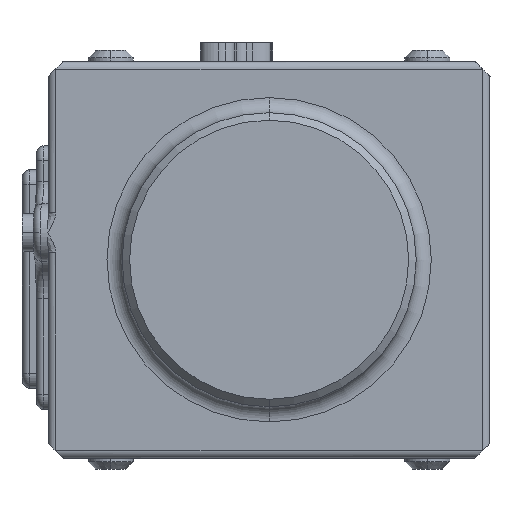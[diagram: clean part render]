
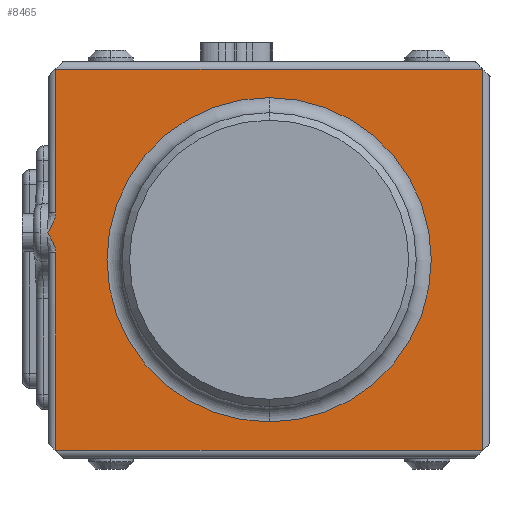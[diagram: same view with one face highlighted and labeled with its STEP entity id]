
A CAD part, left-side view. The second image highlights one B-rep face of the part: STEP entity #8465.
In plain terms, the highlighted planar face has unit normal (-1, 0, 0).
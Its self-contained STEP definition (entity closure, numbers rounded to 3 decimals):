
#47 = DIRECTION ( 'NONE',  ( 0., 0., 1. ) ) ;
#194 = VERTEX_POINT ( 'NONE', #1770 ) ;
#257 = ORIENTED_EDGE ( 'NONE', *, *, #4255, .T. ) ;
#383 = CARTESIAN_POINT ( 'NONE',  ( -165.263, 56.768, 3.08 ) ) ;
#423 = EDGE_CURVE ( 'NONE', #4367, #194, #2203, .T. ) ;
#640 = CARTESIAN_POINT ( 'NONE',  ( -165.263, 56.622, 52.615 ) ) ;
#877 = EDGE_CURVE ( 'NONE', #194, #7250, #10586, .T. ) ;
#1063 = EDGE_LOOP ( 'NONE', ( #2629, #6001, #2843, #1472, #10635, #1955, #9301 ) ) ;
#1263 = CARTESIAN_POINT ( 'NONE',  ( -165.263, 57.135, 4.217 ) ) ;
#1284 = CARTESIAN_POINT ( 'NONE',  ( -165.263, -56.622, -50.615 ) ) ;
#1348 = VERTEX_POINT ( 'NONE', #11206 ) ;
#1350 = CARTESIAN_POINT ( 'NONE',  ( -165.263, 58.484, 7.576 ) ) ;
#1472 = ORIENTED_EDGE ( 'NONE', *, *, #4833, .T. ) ;
#1600 = CARTESIAN_POINT ( 'NONE',  ( -165.263, 56.622, 50.615 ) ) ;
#1694 = CARTESIAN_POINT ( 'NONE',  ( -165.263, -56.622, 50.615 ) ) ;
#1770 = CARTESIAN_POINT ( 'NONE',  ( -165.263, 56.622, 12.441 ) ) ;
#1929 = VERTEX_POINT ( 'NONE', #4620 ) ;
#1955 = ORIENTED_EDGE ( 'NONE', *, *, #10823, .T. ) ;
#1957 = FACE_BOUND ( 'NONE', #4805, .T. ) ;
#2074 = CARTESIAN_POINT ( 'NONE',  ( -165.263, 58.73, 52.615 ) ) ;
#2096 = DIRECTION ( 'NONE',  ( 0., 0., -1. ) ) ;
#2156 = CARTESIAN_POINT ( 'NONE',  ( -165.263, 58.241, 6.341 ) ) ;
#2203 = LINE ( 'NONE', #6593, #4632 ) ;
#2211 = CARTESIAN_POINT ( 'NONE',  ( -165.263, 56.622, 1.888 ) ) ;
#2304 = CARTESIAN_POINT ( 'NONE',  ( -165.263, 57.764, 8.82 ) ) ;
#2358 = CARTESIAN_POINT ( 'NONE',  ( -165.263, 58.119, 8.195 ) ) ;
#2414 = EDGE_CURVE ( 'NONE', #3005, #5796, #8666, .T. ) ;
#2528 = DIRECTION ( 'NONE',  ( 1., 0., 0. ) ) ;
#2629 = ORIENTED_EDGE ( 'NONE', *, *, #11061, .T. ) ;
#2843 = ORIENTED_EDGE ( 'NONE', *, *, #877, .T. ) ;
#3005 = VERTEX_POINT ( 'NONE', #11186 ) ;
#3066 = CARTESIAN_POINT ( 'NONE',  ( -165.263, 57.135, 10.112 ) ) ;
#3125 = EDGE_CURVE ( 'NONE', #1929, #1348, #7934, .T. ) ;
#3495 = VERTEX_POINT ( 'NONE', #1694 ) ;
#3761 = CARTESIAN_POINT ( 'NONE',  ( -165.263, -56.622, 52.615 ) ) ;
#3894 = DIRECTION ( 'NONE',  ( 1., 0., 0. ) ) ;
#3971 = VECTOR ( 'NONE', #9220, 1000. ) ;
#3983 = CARTESIAN_POINT ( 'NONE',  ( -165.263, 56.716, 2.847 ) ) ;
#4144 = DIRECTION ( 'NONE',  ( 0., 0., -1. ) ) ;
#4255 = EDGE_CURVE ( 'NONE', #5796, #3005, #4931, .T. ) ;
#4367 = VERTEX_POINT ( 'NONE', #1600 ) ;
#4620 = CARTESIAN_POINT ( 'NONE',  ( -165.263, 56.622, 1.888 ) ) ;
#4632 = VECTOR ( 'NONE', #2096, 1000. ) ;
#4694 = EDGE_CURVE ( 'NONE', #7347, #3495, #8217, .T. ) ;
#4724 = CARTESIAN_POINT ( 'NONE',  ( -165.263, 58.73, -50.615 ) ) ;
#4744 = AXIS2_PLACEMENT_3D ( 'NONE', #5035, #8648, #4144 ) ;
#4805 = EDGE_LOOP ( 'NONE', ( #257, #5948 ) ) ;
#4833 = EDGE_CURVE ( 'NONE', #7250, #1929, #9000, .T. ) ;
#4931 = CIRCLE ( 'NONE', #4744, 43.035 ) ;
#4966 = CARTESIAN_POINT ( 'NONE',  ( -165.263, 58.73, 7.164 ) ) ;
#5026 = CARTESIAN_POINT ( 'NONE',  ( -165.263, 57.538, 9.241 ) ) ;
#5035 = CARTESIAN_POINT ( 'NONE',  ( -165.263, 0., 0. ) ) ;
#5132 = CARTESIAN_POINT ( 'NONE',  ( -165.263, 0., 0. ) ) ;
#5263 = DIRECTION ( 'NONE',  ( 0., 0., -1. ) ) ;
#5775 = CARTESIAN_POINT ( 'NONE',  ( -165.263, 57.739, 5.523 ) ) ;
#5796 = VERTEX_POINT ( 'NONE', #7420 ) ;
#5837 = AXIS2_PLACEMENT_3D ( 'NONE', #2074, #3894, #11124 ) ;
#5857 = CARTESIAN_POINT ( 'NONE',  ( -165.263, 56.622, 12.441 ) ) ;
#5917 = CARTESIAN_POINT ( 'NONE',  ( -165.263, 58.606, 7.372 ) ) ;
#5948 = ORIENTED_EDGE ( 'NONE', *, *, #2414, .T. ) ;
#6001 = ORIENTED_EDGE ( 'NONE', *, *, #423, .T. ) ;
#6012 = DIRECTION ( 'NONE',  ( 0., 0., -1. ) ) ;
#6257 = LINE ( 'NONE', #6378, #9277 ) ;
#6378 = CARTESIAN_POINT ( 'NONE',  ( -165.263, 54.724, 50.615 ) ) ;
#6593 = CARTESIAN_POINT ( 'NONE',  ( -165.263, 56.622, 52.615 ) ) ;
#6637 = VECTOR ( 'NONE', #47, 1000. ) ;
#6802 = CARTESIAN_POINT ( 'NONE',  ( -165.263, 56.716, 11.482 ) ) ;
#6915 = CARTESIAN_POINT ( 'NONE',  ( -165.263, 56.768, 11.249 ) ) ;
#6934 = LINE ( 'NONE', #4724, #3971 ) ;
#7250 = VERTEX_POINT ( 'NONE', #7282 ) ;
#7282 = CARTESIAN_POINT ( 'NONE',  ( -165.263, 58.73, 7.164 ) ) ;
#7347 = VERTEX_POINT ( 'NONE', #1284 ) ;
#7420 = CARTESIAN_POINT ( 'NONE',  ( -165.263, 0., -43.035 ) ) ;
#7604 = CARTESIAN_POINT ( 'NONE',  ( -165.263, 56.643, 2.372 ) ) ;
#7631 = CARTESIAN_POINT ( 'NONE',  ( -165.263, 56.622, 12.199 ) ) ;
#7934 = LINE ( 'NONE', #640, #10349 ) ;
#8217 = LINE ( 'NONE', #3761, #6637 ) ;
#8465 = ADVANCED_FACE ( 'NONE', ( #1957, #10066 ), #10176, .F. ) ;
#8498 = CARTESIAN_POINT ( 'NONE',  ( -165.263, 56.959, 3.769 ) ) ;
#8648 = DIRECTION ( 'NONE',  ( 1., 0., 0. ) ) ;
#8666 = CIRCLE ( 'NONE', #10169, 43.035 ) ;
#9000 = B_SPLINE_CURVE_WITH_KNOTS ( 'NONE', 3,
 ( #9262, #2156, #5775, #1263, #8498, #383, #3983, #7604, #11213, #2211 ),
 .UNSPECIFIED., .F., .F.,
 ( 4, 2, 2, 2, 4 ),
 ( 0., 0.003, 0.004, 0.005, 0.006 ),
 .UNSPECIFIED. ) ;
#9220 = DIRECTION ( 'NONE',  ( 0., -1., 0. ) ) ;
#9262 = CARTESIAN_POINT ( 'NONE',  ( -165.263, 58.73, 7.164 ) ) ;
#9277 = VECTOR ( 'NONE', #11644, 1000. ) ;
#9301 = ORIENTED_EDGE ( 'NONE', *, *, #4694, .T. ) ;
#10066 = FACE_OUTER_BOUND ( 'NONE', #1063, .T. ) ;
#10169 = AXIS2_PLACEMENT_3D ( 'NONE', #5132, #2528, #6012 ) ;
#10176 = PLANE ( 'NONE',  #5837 ) ;
#10302 = CARTESIAN_POINT ( 'NONE',  ( -165.263, 56.643, 11.957 ) ) ;
#10349 = VECTOR ( 'NONE', #5263, 1000. ) ;
#10414 = CARTESIAN_POINT ( 'NONE',  ( -165.263, 58.24, 7.988 ) ) ;
#10528 = CARTESIAN_POINT ( 'NONE',  ( -165.263, 56.959, 10.56 ) ) ;
#10586 = B_SPLINE_CURVE_WITH_KNOTS ( 'NONE', 3,
 ( #5857, #7631, #10302, #6802, #6915, #10528, #3066, #5026, #2304, #2358, #10414, #1350, #5917, #4966 ),
 .UNSPECIFIED., .F., .F.,
 ( 4, 2, 2, 2, 2, 2, 4 ),
 ( 0., 0.001, 0.001, 0.003, 0.004, 0.005, 0.006 ),
 .UNSPECIFIED. ) ;
#10635 = ORIENTED_EDGE ( 'NONE', *, *, #3125, .T. ) ;
#10823 = EDGE_CURVE ( 'NONE', #1348, #7347, #6934, .T. ) ;
#11061 = EDGE_CURVE ( 'NONE', #3495, #4367, #6257, .T. ) ;
#11124 = DIRECTION ( 'NONE',  ( 0., 0., -1. ) ) ;
#11186 = CARTESIAN_POINT ( 'NONE',  ( -165.263, 0., 43.035 ) ) ;
#11206 = CARTESIAN_POINT ( 'NONE',  ( -165.263, 56.622, -50.615 ) ) ;
#11213 = CARTESIAN_POINT ( 'NONE',  ( -165.263, 56.622, 2.13 ) ) ;
#11644 = DIRECTION ( 'NONE',  ( 0., 1., 0. ) ) ;
